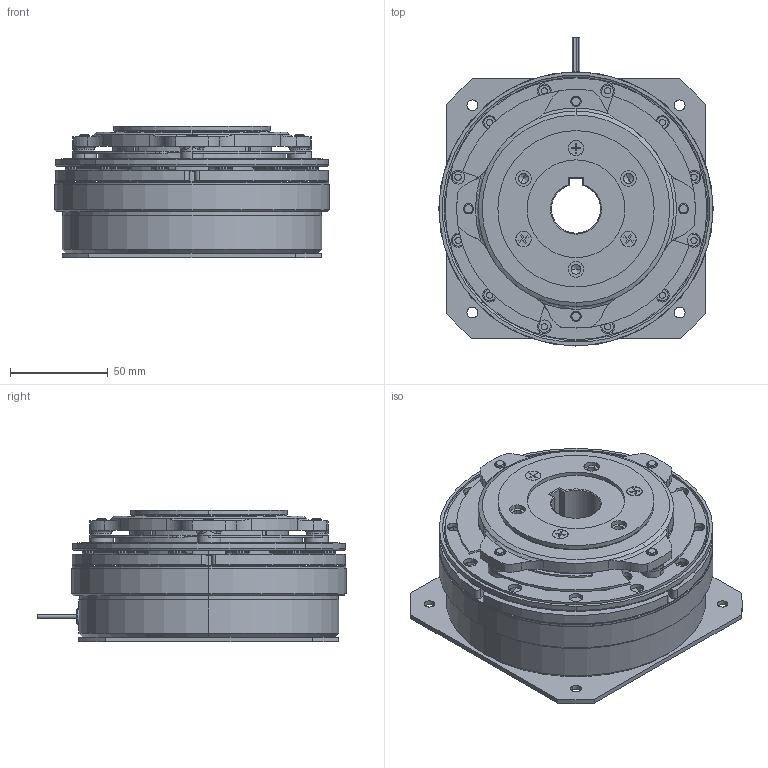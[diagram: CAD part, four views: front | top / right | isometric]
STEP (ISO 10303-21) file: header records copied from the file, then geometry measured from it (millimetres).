
FILE_DESCRIPTION (( 'STEP AP203' ), '1' );
FILE_NAME ('MSB5.STEP', '2017-03-31T02:24:44', ( '新井重治' ), ( '小倉クラッチ' ), 'SwSTEP 2.0', 'SolidWorks 2009', '' );
FILE_SCHEMA (( 'CONFIG_CONTROL_DESIGN' ));
Length unit declared in the file: millimetre
Products named in the file (1): MSB5
Bounding box: 140.4 x 157.7 x 67.3 mm (x, y, z)
Volume: 656631.4 mm3; surface area: 152753.1 mm2
Topology: 2 solids, 5 shells, 1056 faces, 2663 edges, 1666 vertices
Faces by surface type: cylinder 550, plane 330, torus 98, cone 70, bspline 8
Entity records: 33850 total; most frequent: CARTESIAN_POINT 7044, DIRECTION 6199, ORIENTED_EDGE 5286, EDGE_CURVE 2643, AXIS2_PLACEMENT_3D 2545, VERTEX_POINT 1666, CIRCLE 1496, EDGE_LOOP 1257
